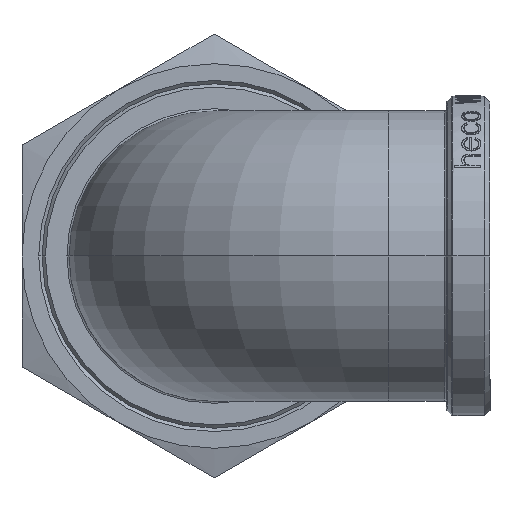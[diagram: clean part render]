
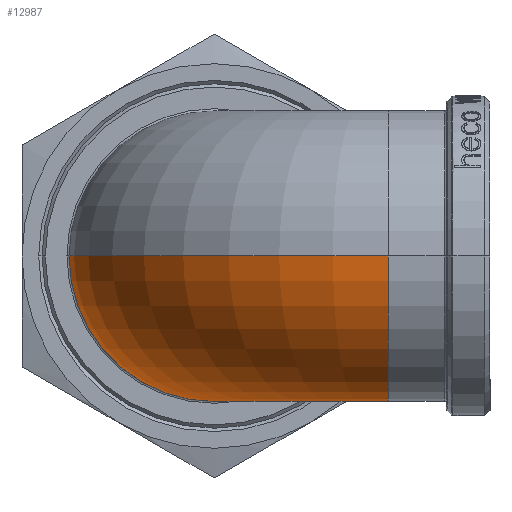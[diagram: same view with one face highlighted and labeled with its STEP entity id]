
A CAD part, left-side view. The second image highlights one B-rep face of the part: STEP entity #12987.
In plain terms, the highlighted toroidal (fillet/blend) face has major radius 24 mm and minor radius 20 mm.
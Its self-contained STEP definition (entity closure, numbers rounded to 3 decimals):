
#157 = CIRCLE ( 'NONE', #19748, 20. ) ;
#346 = ORIENTED_EDGE ( 'NONE', *, *, #14455, .F. ) ;
#373 = DIRECTION ( 'NONE',  ( 0., 0., -1. ) ) ;
#1107 = VERTEX_POINT ( 'NONE', #9380 ) ;
#1136 = DIRECTION ( 'NONE',  ( 1., 0., 0. ) ) ;
#1781 = CARTESIAN_POINT ( 'NONE',  ( 0., 0., 0. ) ) ;
#1871 = TOROIDAL_SURFACE ( 'NONE', #22227, 24., 20. ) ;
#1938 = DIRECTION ( 'NONE',  ( 0., 0., -1. ) ) ;
#1966 = VERTEX_POINT ( 'NONE', #14693 ) ;
#2848 = EDGE_CURVE ( 'NONE', #20781, #7297, #157, .T. ) ;
#2896 = VERTEX_POINT ( 'NONE', #18300 ) ;
#4097 = CARTESIAN_POINT ( 'NONE',  ( 0., 0., 0. ) ) ;
#4155 = EDGE_LOOP ( 'NONE', ( #14248, #14840, #14285, #10158, #346 ) ) ;
#4833 = EDGE_CURVE ( 'NONE', #1107, #2896, #10470, .T. ) ;
#4875 = CARTESIAN_POINT ( 'NONE',  ( -44., 0., 0. ) ) ;
#6785 = DIRECTION ( 'NONE',  ( 0., 0., -1. ) ) ;
#7297 = VERTEX_POINT ( 'NONE', #13047 ) ;
#7732 = CIRCLE ( 'NONE', #22166, 44. ) ;
#7756 = AXIS2_PLACEMENT_3D ( 'NONE', #16281, #6785, #12375 ) ;
#7811 = DIRECTION ( 'NONE',  ( 1., 0., 0. ) ) ;
#7890 = CARTESIAN_POINT ( 'NONE',  ( 0., 24., 0. ) ) ;
#8109 = EDGE_CURVE ( 'NONE', #20781, #1966, #7732, .T. ) ;
#9380 = CARTESIAN_POINT ( 'NONE',  ( 0., 4., 0. ) ) ;
#10158 = ORIENTED_EDGE ( 'NONE', *, *, #4833, .F. ) ;
#10323 = DIRECTION ( 'NONE',  ( -1., 0., 0. ) ) ;
#10350 = CARTESIAN_POINT ( 'NONE',  ( 0., 24., 0. ) ) ;
#10470 = CIRCLE ( 'NONE', #14376, 20. ) ;
#10750 = CIRCLE ( 'NONE', #7756, 4. ) ;
#12375 = DIRECTION ( 'NONE',  ( 0., 1., 0. ) ) ;
#12753 = CIRCLE ( 'NONE', #15893, 20. ) ;
#12987 = ADVANCED_FACE ( 'NONE', ( #18160 ), #1871, .T. ) ;
#13047 = CARTESIAN_POINT ( 'NONE',  ( -4., 0., 0. ) ) ;
#13395 = DIRECTION ( 'NONE',  ( 0., 1., 0. ) ) ;
#14248 = ORIENTED_EDGE ( 'NONE', *, *, #2848, .F. ) ;
#14285 = ORIENTED_EDGE ( 'NONE', *, *, #15656, .F. ) ;
#14376 = AXIS2_PLACEMENT_3D ( 'NONE', #10350, #1136, #21259 ) ;
#14455 = EDGE_CURVE ( 'NONE', #7297, #1107, #10750, .T. ) ;
#14693 = CARTESIAN_POINT ( 'NONE',  ( 0., 44., 0. ) ) ;
#14840 = ORIENTED_EDGE ( 'NONE', *, *, #8109, .T. ) ;
#15656 = EDGE_CURVE ( 'NONE', #2896, #1966, #12753, .T. ) ;
#15893 = AXIS2_PLACEMENT_3D ( 'NONE', #7890, #7811, #13395 ) ;
#16111 = CARTESIAN_POINT ( 'NONE',  ( -24., 0., 0. ) ) ;
#16281 = CARTESIAN_POINT ( 'NONE',  ( 0., 0., 0. ) ) ;
#17010 = DIRECTION ( 'NONE',  ( 0., 1., 0. ) ) ;
#18160 = FACE_OUTER_BOUND ( 'NONE', #4155, .T. ) ;
#18300 = CARTESIAN_POINT ( 'NONE',  ( 0., 24., -20. ) ) ;
#19748 = AXIS2_PLACEMENT_3D ( 'NONE', #16111, #23377, #10323 ) ;
#20781 = VERTEX_POINT ( 'NONE', #4875 ) ;
#21259 = DIRECTION ( 'NONE',  ( 0., 1., 0. ) ) ;
#22166 = AXIS2_PLACEMENT_3D ( 'NONE', #4097, #373, #17010 ) ;
#22227 = AXIS2_PLACEMENT_3D ( 'NONE', #1781, #1938, #24058 ) ;
#23377 = DIRECTION ( 'NONE',  ( 0., -1., 0. ) ) ;
#24058 = DIRECTION ( 'NONE',  ( 0., 1., 0. ) ) ;
